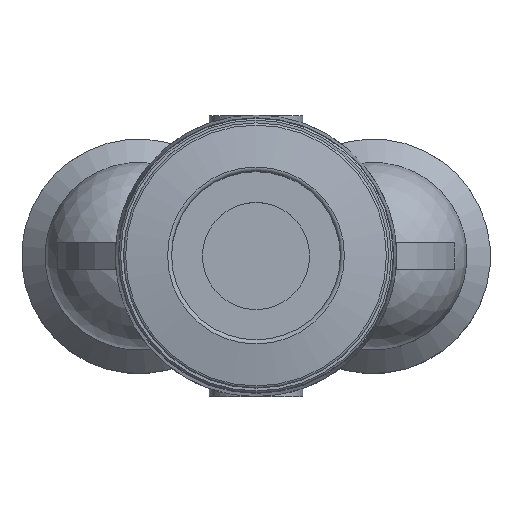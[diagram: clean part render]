
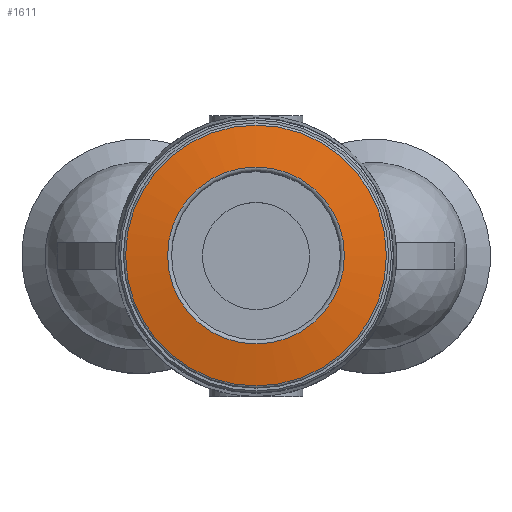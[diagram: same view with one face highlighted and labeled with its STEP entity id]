
A CAD part, top view. The second image highlights one B-rep face of the part: STEP entity #1611.
In plain terms, the highlighted conical face has half-angle 80 degrees and reference radius 9.735 mm.
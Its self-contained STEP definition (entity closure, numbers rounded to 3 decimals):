
#67=CONICAL_SURFACE('',#1764,9.735,1.396);
#346=ORIENTED_EDGE('',*,*,#530,.F.);
#347=ORIENTED_EDGE('',*,*,#529,.T.);
#529=EDGE_CURVE('',#639,#639,#725,.T.);
#530=EDGE_CURVE('',#640,#640,#726,.T.);
#639=VERTEX_POINT('',#2519);
#640=VERTEX_POINT('',#2522);
#725=CIRCLE('',#1763,9.735);
#726=CIRCLE('',#1765,6.6);
#830=EDGE_LOOP('',(#346));
#831=EDGE_LOOP('',(#347));
#958=FACE_BOUND('',#830,.T.);
#959=FACE_BOUND('',#831,.T.);
#1611=ADVANCED_FACE('',(#958,#959),#67,.T.);
#1763=AXIS2_PLACEMENT_3D('',#2518,#2060,#2061);
#1764=AXIS2_PLACEMENT_3D('',#2520,#2062,#2063);
#1765=AXIS2_PLACEMENT_3D('',#2521,#2064,#2065);
#2060=DIRECTION('',(0.,0.,1.));
#2061=DIRECTION('',(1.,0.,0.));
#2062=DIRECTION('',(0.,0.,-1.));
#2063=DIRECTION('',(-1.,0.,0.));
#2064=DIRECTION('',(0.,0.,1.));
#2065=DIRECTION('',(1.,0.,0.));
#2518=CARTESIAN_POINT('',(0.,0.,50.147));
#2519=CARTESIAN_POINT('',(9.735,0.,50.147));
#2520=CARTESIAN_POINT('',(0.,0.,50.147));
#2521=CARTESIAN_POINT('',(0.,0.,50.7));
#2522=CARTESIAN_POINT('',(6.6,0.,50.7));
